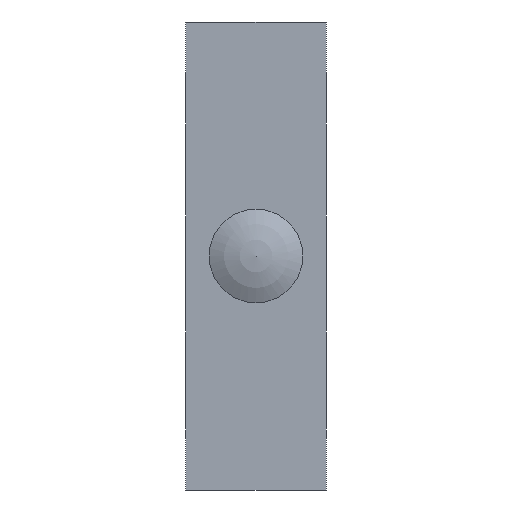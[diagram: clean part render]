
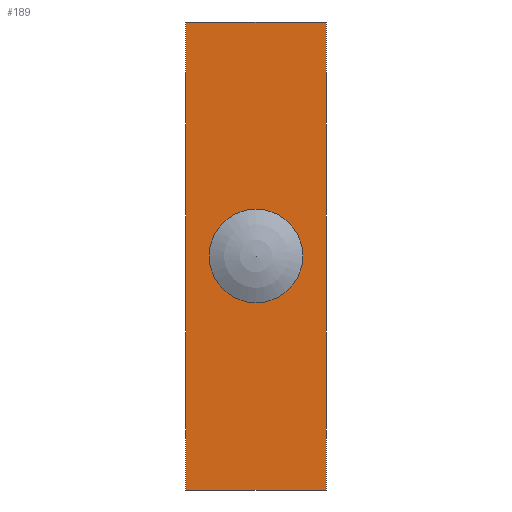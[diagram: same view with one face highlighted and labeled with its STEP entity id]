
A CAD part, front view. The second image highlights one B-rep face of the part: STEP entity #189.
In plain terms, the highlighted planar face has unit normal (0, -1, 0).
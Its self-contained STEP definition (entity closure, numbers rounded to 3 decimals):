
#27=LINE('',#307,#39);
#29=LINE('',#313,#41);
#30=LINE('',#315,#42);
#31=LINE('',#317,#43);
#39=VECTOR('',#251,1000.);
#41=VECTOR('',#257,1000.);
#42=VECTOR('',#258,1000.);
#43=VECTOR('',#259,1000.);
#48=PLANE('',#217);
#66=ORIENTED_EDGE('',*,*,#103,.T.);
#67=ORIENTED_EDGE('',*,*,#104,.T.);
#68=ORIENTED_EDGE('',*,*,#105,.F.);
#69=ORIENTED_EDGE('',*,*,#106,.F.);
#70=ORIENTED_EDGE('',*,*,#101,.T.);
#101=EDGE_CURVE('',#121,#120,#27,.T.);
#103=EDGE_CURVE('',#122,#122,#132,.T.);
#104=EDGE_CURVE('',#120,#123,#29,.T.);
#105=EDGE_CURVE('',#124,#123,#30,.T.);
#106=EDGE_CURVE('',#121,#124,#31,.T.);
#120=VERTEX_POINT('',#306);
#121=VERTEX_POINT('',#308);
#122=VERTEX_POINT('',#312);
#123=VERTEX_POINT('',#314);
#124=VERTEX_POINT('',#316);
#132=CIRCLE('',#218,5.);
#144=EDGE_LOOP('',(#66));
#145=EDGE_LOOP('',(#67,#68,#69,#70));
#166=FACE_BOUND('',#144,.T.);
#167=FACE_BOUND('',#145,.T.);
#189=ADVANCED_FACE('',(#166,#167),#48,.F.);
#217=AXIS2_PLACEMENT_3D('',#310,#253,#254);
#218=AXIS2_PLACEMENT_3D('',#311,#255,#256);
#251=DIRECTION('',(-1.,0.,0.));
#253=DIRECTION('',(0.,1.,0.));
#254=DIRECTION('',(0.,0.,1.));
#255=DIRECTION('',(0.,1.,0.));
#256=DIRECTION('',(0.,0.,1.));
#257=DIRECTION('',(0.,0.,-1.));
#258=DIRECTION('',(-1.,0.,0.));
#259=DIRECTION('',(0.,0.,-1.));
#306=CARTESIAN_POINT('',(-7.5,-30.,25.));
#307=CARTESIAN_POINT('',(7.5,-30.,25.));
#308=CARTESIAN_POINT('',(7.5,-30.,25.));
#310=CARTESIAN_POINT('',(7.5,-30.,25.));
#311=CARTESIAN_POINT('',(0.,-30.,0.));
#312=CARTESIAN_POINT('',(0.,-30.,5.));
#313=CARTESIAN_POINT('',(-7.5,-30.,25.));
#314=CARTESIAN_POINT('',(-7.5,-30.,-25.));
#315=CARTESIAN_POINT('',(7.5,-30.,-25.));
#316=CARTESIAN_POINT('',(7.5,-30.,-25.));
#317=CARTESIAN_POINT('',(7.5,-30.,25.));
